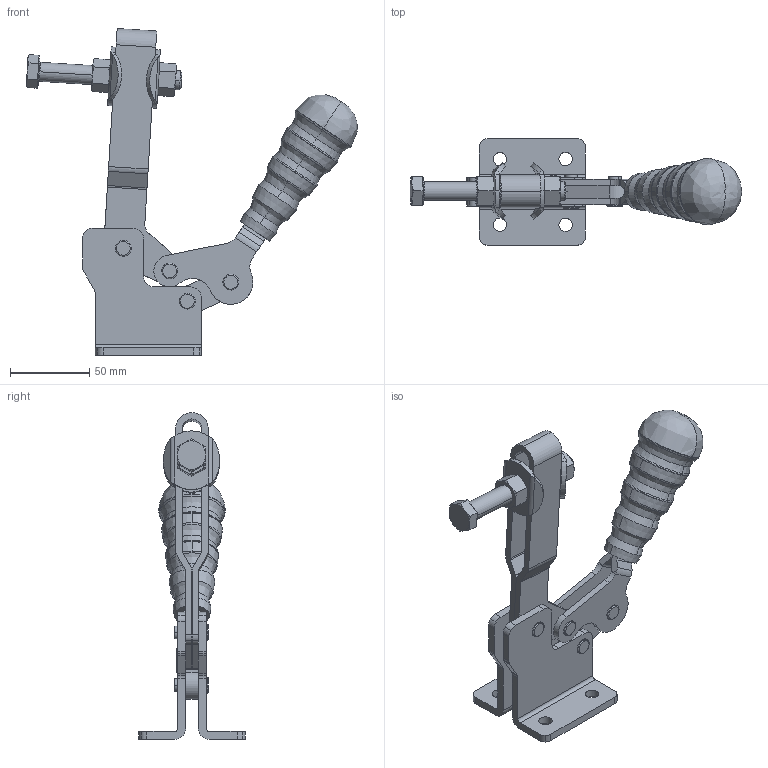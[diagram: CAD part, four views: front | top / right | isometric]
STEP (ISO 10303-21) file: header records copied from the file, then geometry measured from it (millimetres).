
FILE_DESCRIPTION((''),'2;1');
FILE_NAME('135.0-opened.stp','2005-09-27T17:35:54',('Kysilko'),(''),'Autodesk Inventor 8','Autodesk Inventor 8','');
FILE_SCHEMA(('AUTOMOTIVE_DESIGN { 1 0 10303 214 1 1 1 1 }'));
Length unit declared in the file: millimetre
Products named in the file (1): Part54
Bounding box: 209.08 x 67 x 206.21 mm (x, y, z)
Volume: 212413.6 mm3; surface area: 75795.7 mm2
Topology: 1 solids, 4 shells, 1079 faces, 3563 edges, 2146 vertices
Faces by surface type: plane 387, cone 356, cylinder 188, bspline 126, torus 22
Entity records: 42429 total; most frequent: CARTESIAN_POINT 12056, ORIENTED_EDGE 7112, DIRECTION 6256, EDGE_CURVE 3556, AXIS2_PLACEMENT_3D 2386, VERTEX_POINT 2146, VECTOR 1484, LINE 1484
